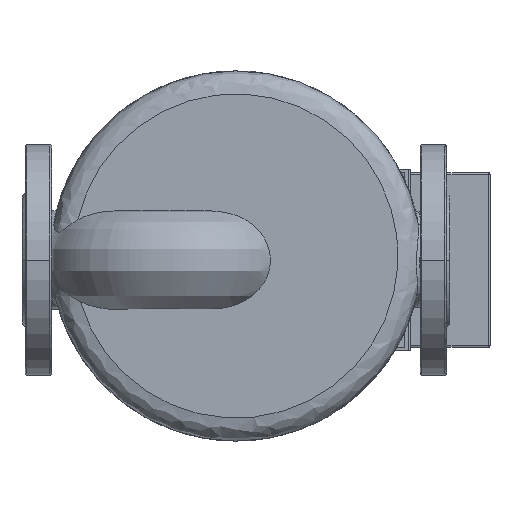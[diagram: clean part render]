
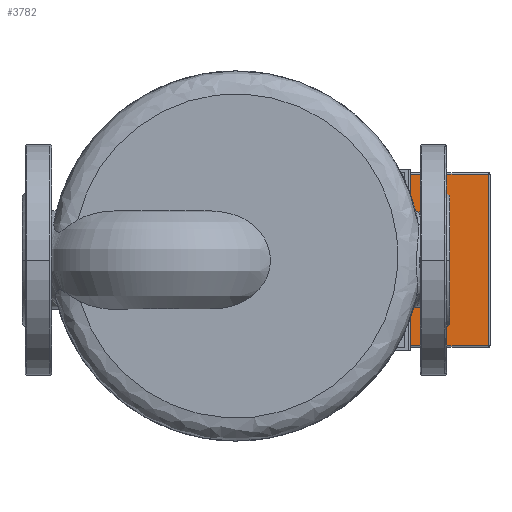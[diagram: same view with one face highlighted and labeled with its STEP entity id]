
A CAD part, front view. The second image highlights one B-rep face of the part: STEP entity #3782.
In plain terms, the highlighted planar face has unit normal (0, -1, 0).
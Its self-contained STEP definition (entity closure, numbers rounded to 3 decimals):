
#3161=CARTESIAN_POINT('',(283.4,279.65,52.075));
#3162=VERTEX_POINT('',#3161);
#3229=CARTESIAN_POINT('',(283.4,279.65,-52.075));
#3230=VERTEX_POINT('',#3229);
#3375=CARTESIAN_POINT('',(236.15,279.65,-52.075));
#3376=VERTEX_POINT('',#3375);
#3393=CARTESIAN_POINT('',(283.4,279.65,-52.075));
#3394=DIRECTION('',(-1.0,0.0,0.0));
#3395=VECTOR('',#3394,47.25);
#3396=LINE('',#3393,#3395);
#3397=EDGE_CURVE('',#3230,#3376,#3396,.T.);
#3408=CARTESIAN_POINT('',(283.4,279.65,52.075));
#3409=DIRECTION('',(0.0,0.0,-1.0));
#3410=VECTOR('',#3409,104.15);
#3411=LINE('',#3408,#3410);
#3412=EDGE_CURVE('',#3162,#3230,#3411,.T.);
#3485=CARTESIAN_POINT('',(236.15,279.65,52.075));
#3486=VERTEX_POINT('',#3485);
#3494=CARTESIAN_POINT('',(236.15,279.65,52.075));
#3495=DIRECTION('',(1.0,0.0,0.0));
#3496=VECTOR('',#3495,47.25);
#3497=LINE('',#3494,#3496);
#3498=EDGE_CURVE('',#3486,#3162,#3497,.T.);
#3752=CARTESIAN_POINT('',(236.15,279.65,-52.075));
#3753=DIRECTION('',(0.0,0.0,1.0));
#3754=VECTOR('',#3753,104.15);
#3755=LINE('',#3752,#3754);
#3756=EDGE_CURVE('',#3376,#3486,#3755,.T.);
#3771=CARTESIAN_POINT('',(236.15,279.65,-53.075));
#3772=DIRECTION('',(0.0,-1.0,0.0));
#3773=DIRECTION('',(-1.0,0.0,0.0));
#3774=AXIS2_PLACEMENT_3D('',#3771,#3772,#3773);
#3775=PLANE('',#3774);
#3776=ORIENTED_EDGE('',*,*,#3498,.F.);
#3777=ORIENTED_EDGE('',*,*,#3756,.F.);
#3778=ORIENTED_EDGE('',*,*,#3397,.F.);
#3779=ORIENTED_EDGE('',*,*,#3412,.F.);
#3780=EDGE_LOOP('',(#3776,#3777,#3778,#3779));
#3781=FACE_OUTER_BOUND('',#3780,.T.);
#3782=ADVANCED_FACE('',(#3781),#3775,.T.);
